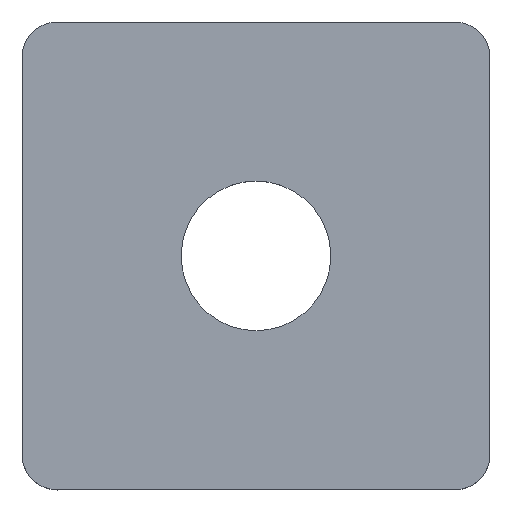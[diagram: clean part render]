
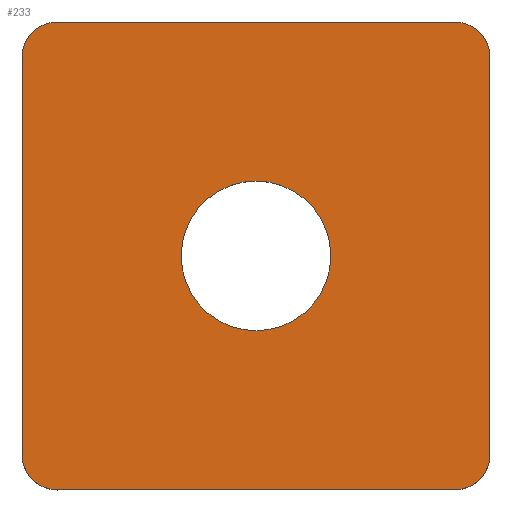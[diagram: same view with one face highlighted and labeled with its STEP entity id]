
A CAD part, top view. The second image highlights one B-rep face of the part: STEP entity #233.
In plain terms, the highlighted planar face has unit normal (0, 0, 1).
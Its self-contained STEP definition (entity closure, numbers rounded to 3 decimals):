
#17=FACE_BOUND('',#51,.T.);
#23=PLANE('',#260);
#36=FACE_OUTER_BOUND('',#50,.T.);
#50=EDGE_LOOP('',(#206,#207,#208,#209,#210,#211,#212,#213));
#51=EDGE_LOOP('',(#214));
#59=LINE('',#367,#78);
#63=LINE('',#376,#82);
#66=LINE('',#384,#85);
#69=LINE('',#392,#88);
#78=VECTOR('',#296,10.);
#82=VECTOR('',#306,10.);
#85=VECTOR('',#315,10.);
#88=VECTOR('',#324,10.);
#97=CIRCLE('',#247,3.2);
#98=CIRCLE('',#250,1.5);
#99=CIRCLE('',#253,1.5);
#100=CIRCLE('',#256,1.5);
#101=CIRCLE('',#259,1.5);
#113=VERTEX_POINT('',#361);
#114=VERTEX_POINT('',#365);
#115=VERTEX_POINT('',#366);
#116=VERTEX_POINT('',#371);
#117=VERTEX_POINT('',#375);
#118=VERTEX_POINT('',#379);
#119=VERTEX_POINT('',#383);
#120=VERTEX_POINT('',#387);
#121=VERTEX_POINT('',#391);
#136=EDGE_CURVE('',#113,#113,#97,.T.);
#137=EDGE_CURVE('',#114,#115,#59,.T.);
#140=EDGE_CURVE('',#116,#115,#98,.T.);
#142=EDGE_CURVE('',#117,#116,#63,.T.);
#144=EDGE_CURVE('',#118,#117,#99,.T.);
#146=EDGE_CURVE('',#119,#118,#66,.T.);
#148=EDGE_CURVE('',#120,#119,#100,.T.);
#150=EDGE_CURVE('',#121,#120,#69,.T.);
#152=EDGE_CURVE('',#114,#121,#101,.T.);
#206=ORIENTED_EDGE('',*,*,#152,.F.);
#207=ORIENTED_EDGE('',*,*,#137,.T.);
#208=ORIENTED_EDGE('',*,*,#140,.F.);
#209=ORIENTED_EDGE('',*,*,#142,.F.);
#210=ORIENTED_EDGE('',*,*,#144,.F.);
#211=ORIENTED_EDGE('',*,*,#146,.F.);
#212=ORIENTED_EDGE('',*,*,#148,.F.);
#213=ORIENTED_EDGE('',*,*,#150,.F.);
#214=ORIENTED_EDGE('',*,*,#136,.F.);
#233=ADVANCED_FACE('',(#36,#17),#23,.F.);
#247=AXIS2_PLACEMENT_3D('',#363,#292,#293);
#250=AXIS2_PLACEMENT_3D('',#372,#301,#302);
#253=AXIS2_PLACEMENT_3D('',#380,#310,#311);
#256=AXIS2_PLACEMENT_3D('',#388,#319,#320);
#259=AXIS2_PLACEMENT_3D('',#395,#328,#329);
#260=AXIS2_PLACEMENT_3D('',#396,#330,#331);
#292=DIRECTION('center_axis',(0.,0.,1.));
#293=DIRECTION('ref_axis',(1.,0.,0.));
#296=DIRECTION('',(1.,0.,0.));
#301=DIRECTION('center_axis',(0.,0.,-1.));
#302=DIRECTION('ref_axis',(1.,0.,0.));
#306=DIRECTION('',(0.,-1.,0.));
#310=DIRECTION('center_axis',(0.,0.,-1.));
#311=DIRECTION('ref_axis',(0.,1.,0.));
#315=DIRECTION('',(1.,0.,0.));
#319=DIRECTION('center_axis',(0.,0.,-1.));
#320=DIRECTION('ref_axis',(-1.,0.,0.));
#324=DIRECTION('',(0.,1.,0.));
#328=DIRECTION('center_axis',(0.,0.,-1.));
#329=DIRECTION('ref_axis',(0.,-1.,0.));
#330=DIRECTION('center_axis',(0.,0.,-1.));
#331=DIRECTION('ref_axis',(1.,0.,0.));
#361=CARTESIAN_POINT('',(-23.2,-235.,-675.));
#363=CARTESIAN_POINT('Origin',(-20.,-235.,-675.));
#365=CARTESIAN_POINT('',(-28.5,-245.,-675.));
#366=CARTESIAN_POINT('',(-11.5,-245.,-675.));
#367=CARTESIAN_POINT('',(-28.5,-245.,-675.));
#371=CARTESIAN_POINT('',(-10.,-243.5,-675.));
#372=CARTESIAN_POINT('Origin',(-11.5,-243.5,-675.));
#375=CARTESIAN_POINT('',(-10.,-226.5,-675.));
#376=CARTESIAN_POINT('',(-10.,-226.5,-675.));
#379=CARTESIAN_POINT('',(-11.5,-225.,-675.));
#380=CARTESIAN_POINT('Origin',(-11.5,-226.5,-675.));
#383=CARTESIAN_POINT('',(-28.5,-225.,-675.));
#384=CARTESIAN_POINT('',(-28.5,-225.,-675.));
#387=CARTESIAN_POINT('',(-30.,-226.5,-675.));
#388=CARTESIAN_POINT('Origin',(-28.5,-226.5,-675.));
#391=CARTESIAN_POINT('',(-30.,-243.5,-675.));
#392=CARTESIAN_POINT('',(-30.,-243.5,-675.));
#395=CARTESIAN_POINT('Origin',(-28.5,-243.5,-675.));
#396=CARTESIAN_POINT('Origin',(-20.,-235.,-675.));
